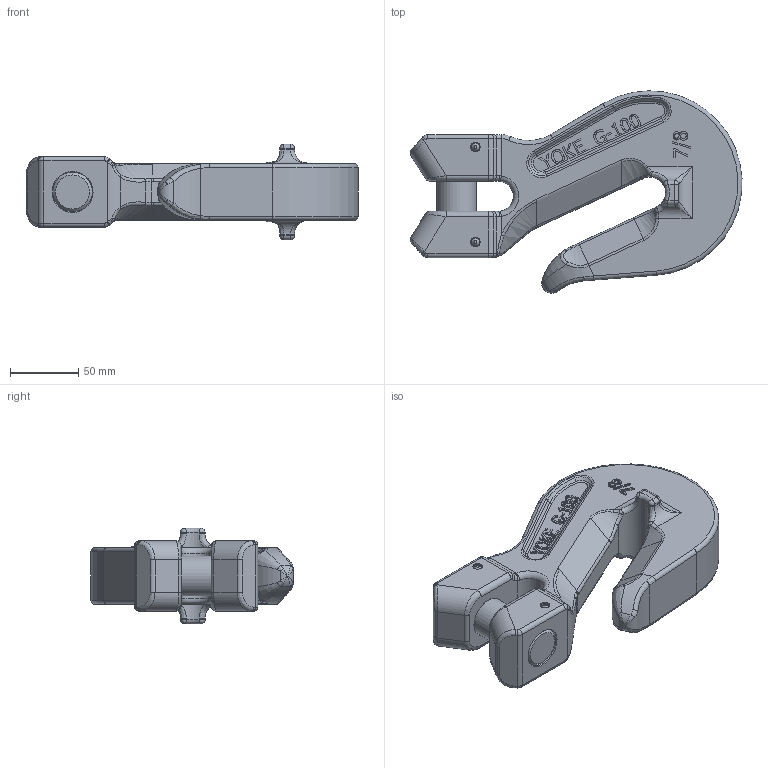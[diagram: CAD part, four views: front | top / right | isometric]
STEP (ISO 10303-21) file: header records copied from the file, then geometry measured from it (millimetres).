
FILE_DESCRIPTION(/* description */ (''),/* implementation_level */ '2;1');
FILE_NAME(/* name */ 'X-042-22.stp',/* time_stamp */ '2019-07-27T21:04:04+08:00',/* author */ ('GP63'),/* organization */ (''),/* preprocessor_version */ 'ST-DEVELOPER v16.5',/* originating_system */ 'Autodesk Inventor 2017',/* authorisation */ '');
FILE_SCHEMA (('AUTOMOTIVE_DESIGN { 1 0 10303 214 3 1 1 }'));
Length unit declared in the file: millimetre
Products named in the file (1): X-042-22
Bounding box: 242.8 x 147.9 x 70 mm (x, y, z)
Volume: 868522.5 mm3; surface area: 97985.9 mm2
Topology: 2 solids, 2 shells, 591 faces, 1478 edges, 899 vertices
Faces by surface type: bspline 227, plane 200, cylinder 102, torus 28, cone 20, sphere 14
Full cylindrical faces by diameter (mm): 6 x4, 29 x3
Entity records: 20695 total; most frequent: CARTESIAN_POINT 7986, ORIENTED_EDGE 2886, DIRECTION 2137, EDGE_CURVE 1443, VERTEX_POINT 895, LINE 719, VECTOR 719, AXIS2_PLACEMENT_3D 709
